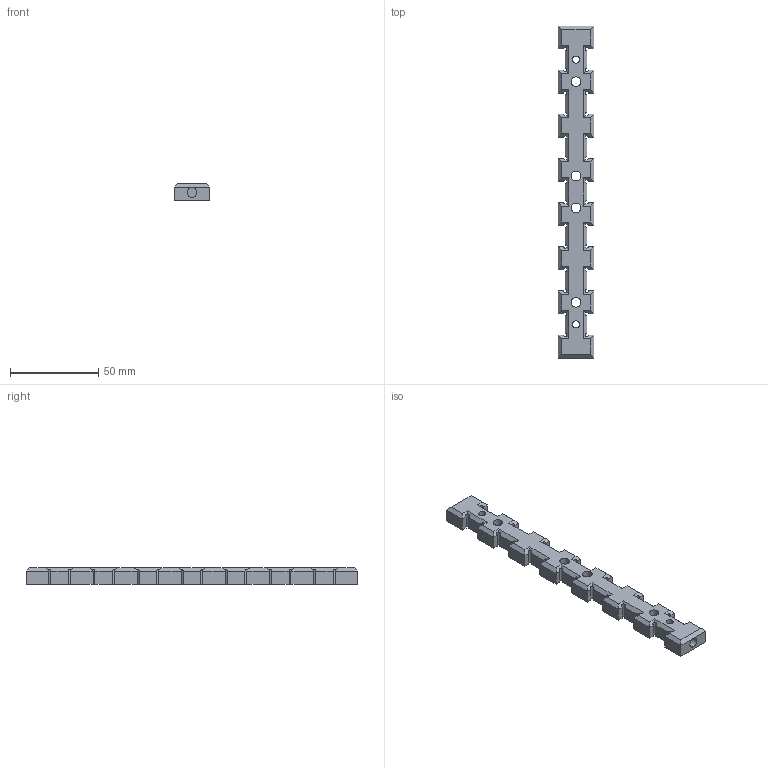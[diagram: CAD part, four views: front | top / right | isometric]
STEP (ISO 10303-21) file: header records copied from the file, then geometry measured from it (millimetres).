
FILE_DESCRIPTION(/* description */ (''),/* implementation_level */ '2;1');
FILE_NAME(/* name */ 'Locating_bar_V2.step',/* time_stamp */ '2025-11-20T19:14:40-03:00',/* author */ ('Joshua Harper'),/* organization */ (''),/* preprocessor_version */ 'ST-DEVELOPER v20.1',/* originating_system */ 'Autodesk Inventor 2026',/* authorisation */ '');
FILE_SCHEMA (('AUTOMOTIVE_DESIGN { 1 0 10303 214 3 1 1 }'));
Length unit declared in the file: millimetre
Products named in the file (1): Locating_bar
Bounding box: 20 x 188 x 9.5 mm (x, y, z)
Volume: 26127.5 mm3; surface area: 12059.8 mm2
Topology: 1 solids, 1 shells, 162 faces, 440 edges, 282 vertices
Faces by surface type: plane 124, cylinder 36, cone 2
Full cylindrical faces by diameter (mm): 4 x2, 5.5 x6
Entity records: 5121 total; most frequent: CARTESIAN_POINT 885, ORIENTED_EDGE 880, DIRECTION 868, EDGE_CURVE 440, LINE 338, VECTOR 338, VERTEX_POINT 282, AXIS2_PLACEMENT_3D 265
